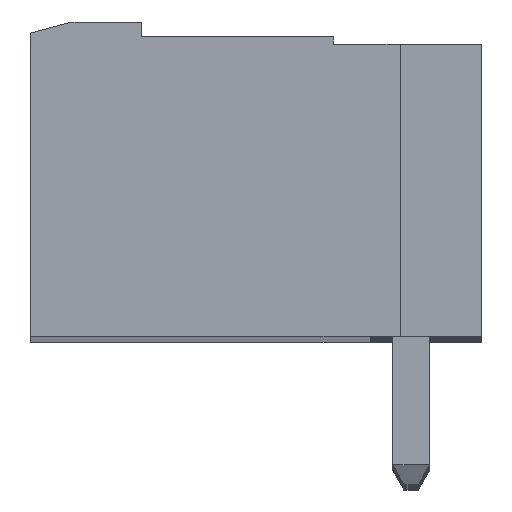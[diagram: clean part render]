
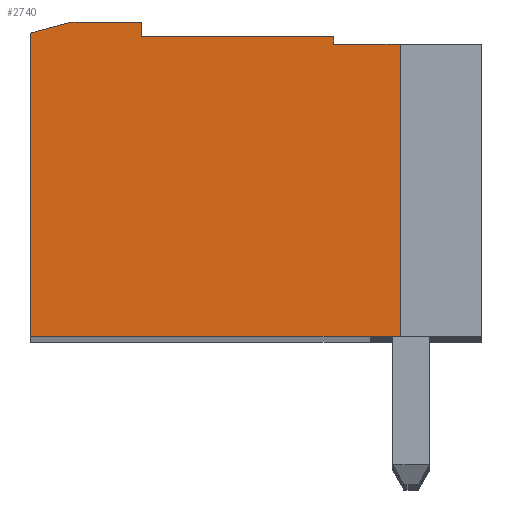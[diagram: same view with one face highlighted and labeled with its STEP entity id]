
A CAD part, top view. The second image highlights one B-rep face of the part: STEP entity #2740.
In plain terms, the highlighted planar face has unit normal (0, 0, 1).
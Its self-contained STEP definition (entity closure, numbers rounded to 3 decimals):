
#2740 = ADVANCED_FACE( '', ( #5697 ), #5698, .T. );
#5697 = FACE_OUTER_BOUND( '', #8871, .T. );
#5698 = PLANE( '', #8872 );
#8871 = EDGE_LOOP( '', ( #17045, #17046, #17047, #17048, #17049, #17050, #17051, #17052, #17053 ) );
#8872 = AXIS2_PLACEMENT_3D( '', #17054, #17055, #17056 );
#17045 = ORIENTED_EDGE( '', *, *, #22242, .F. );
#17046 = ORIENTED_EDGE( '', *, *, #21689, .F. );
#17047 = ORIENTED_EDGE( '', *, *, #19894, .F. );
#17048 = ORIENTED_EDGE( '', *, *, #21475, .F. );
#17049 = ORIENTED_EDGE( '', *, *, #19043, .F. );
#17050 = ORIENTED_EDGE( '', *, *, #21554, .F. );
#17051 = ORIENTED_EDGE( '', *, *, #21956, .F. );
#17052 = ORIENTED_EDGE( '', *, *, #21590, .F. );
#17053 = ORIENTED_EDGE( '', *, *, #22025, .F. );
#17054 = CARTESIAN_POINT( '', ( 204.225, 204.11, 82.28 ) );
#17055 = DIRECTION( '', ( 0., 0., 1. ) );
#17056 = DIRECTION( '', ( 0., 1., 0. ) );
#19043 = EDGE_CURVE( '', #22872, #22867, #22874, .T. );
#19894 = EDGE_CURVE( '', #24338, #24340, #24341, .T. );
#21475 = EDGE_CURVE( '', #22867, #24338, #26679, .T. );
#21554 = EDGE_CURVE( '', #26775, #22872, #26777, .T. );
#21590 = EDGE_CURVE( '', #26823, #26818, #26825, .T. );
#21689 = EDGE_CURVE( '', #24340, #26950, #26951, .T. );
#21956 = EDGE_CURVE( '', #26818, #26775, #27280, .T. );
#22025 = EDGE_CURVE( '', #27354, #26823, #27356, .T. );
#22242 = EDGE_CURVE( '', #26950, #27354, #27599, .T. );
#22867 = VERTEX_POINT( '', #28401 );
#22872 = VERTEX_POINT( '', #28408 );
#22874 = LINE( '', #28411, #28412 );
#24338 = VERTEX_POINT( '', #30555 );
#24340 = VERTEX_POINT( '', #30558 );
#24341 = LINE( '', #30559, #30560 );
#26679 = LINE( '', #34084, #34085 );
#26775 = VERTEX_POINT( '', #34230 );
#26777 = LINE( '', #34233, #34234 );
#26818 = VERTEX_POINT( '', #34295 );
#26823 = VERTEX_POINT( '', #34302 );
#26825 = LINE( '', #34305, #34306 );
#26950 = VERTEX_POINT( '', #34495 );
#26951 = LINE( '', #34496, #34497 );
#27280 = LINE( '', #34998, #34999 );
#27354 = VERTEX_POINT( '', #35113 );
#27356 = LINE( '', #35116, #35117 );
#27599 = LINE( '', #35473, #35474 );
#28401 = CARTESIAN_POINT( '', ( 202.425, 204.31, 82.28 ) );
#28408 = CARTESIAN_POINT( '', ( 197.225, 204.31, 82.28 ) );
#28411 = CARTESIAN_POINT( '', ( 202.425, 204.31, 82.28 ) );
#28412 = VECTOR( '', #36032, 1000. );
#30555 = CARTESIAN_POINT( '', ( 202.425, 204.11, 82.28 ) );
#30558 = CARTESIAN_POINT( '', ( 204.225, 204.11, 82.28 ) );
#30559 = CARTESIAN_POINT( '', ( 204.225, 204.11, 82.28 ) );
#30560 = VECTOR( '', #36782, 1000. );
#34084 = CARTESIAN_POINT( '', ( 202.425, 204.11, 82.28 ) );
#34085 = VECTOR( '', #38107, 1000. );
#34230 = CARTESIAN_POINT( '', ( 197.225, 204.71, 82.28 ) );
#34233 = CARTESIAN_POINT( '', ( 197.225, 204.31, 82.28 ) );
#34234 = VECTOR( '', #38161, 1000. );
#34295 = CARTESIAN_POINT( '', ( 195.345, 204.71, 82.28 ) );
#34302 = CARTESIAN_POINT( '', ( 194.225, 204.41, 82.28 ) );
#34305 = CARTESIAN_POINT( '', ( 195.345, 204.71, 82.28 ) );
#34306 = VECTOR( '', #38185, 1000. );
#34495 = CARTESIAN_POINT( '', ( 204.225, 196.21, 82.28 ) );
#34496 = CARTESIAN_POINT( '', ( 204.225, 196.21, 82.28 ) );
#34497 = VECTOR( '', #38253, 1000. );
#34998 = CARTESIAN_POINT( '', ( 197.225, 204.71, 82.28 ) );
#34999 = VECTOR( '', #38447, 1000. );
#35113 = CARTESIAN_POINT( '', ( 194.225, 196.21, 82.28 ) );
#35116 = CARTESIAN_POINT( '', ( 194.225, 204.41, 82.28 ) );
#35117 = VECTOR( '', #38492, 1000. );
#35473 = CARTESIAN_POINT( '', ( 194.225, 196.21, 82.28 ) );
#35474 = VECTOR( '', #38618, 1000. );
#36032 = DIRECTION( '', ( 1., 0., 0. ) );
#36782 = DIRECTION( '', ( 1., 0., 0. ) );
#38107 = DIRECTION( '', ( 0., -1., 0. ) );
#38161 = DIRECTION( '', ( 0., -1., 0. ) );
#38185 = DIRECTION( '', ( 0.966, 0.259, 0. ) );
#38253 = DIRECTION( '', ( 0., -1., 0. ) );
#38447 = DIRECTION( '', ( 1., 0., 0. ) );
#38492 = DIRECTION( '', ( 0., 1., 0. ) );
#38618 = DIRECTION( '', ( -1., 0., 0. ) );
